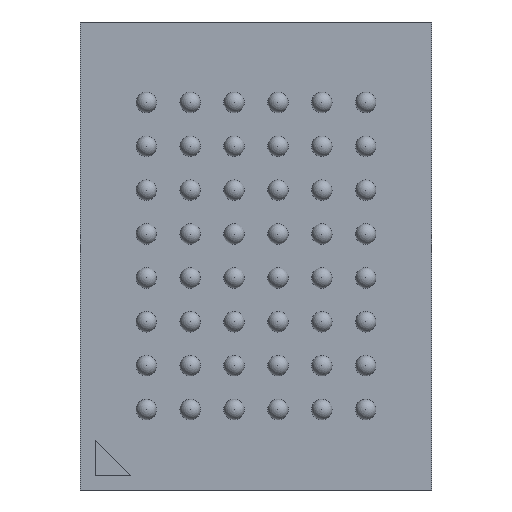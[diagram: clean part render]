
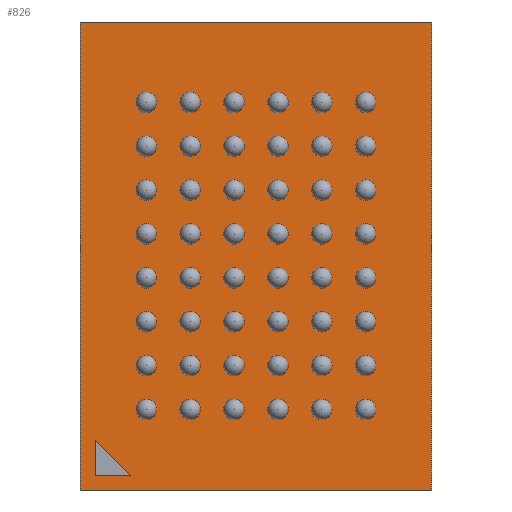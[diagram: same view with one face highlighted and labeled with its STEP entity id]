
A CAD part, front view. The second image highlights one B-rep face of the part: STEP entity #826.
In plain terms, the highlighted planar face has unit normal (0, -1, 0).
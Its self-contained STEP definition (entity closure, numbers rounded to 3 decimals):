
#180 = ORIENTED_EDGE ( 'NONE', *, *, #3566, .F. ) ;
#293 = CARTESIAN_POINT ( 'NONE',  ( -3., 0.25, 4. ) ) ;
#406 = VERTEX_POINT ( 'NONE', #2001 ) ;
#467 = CARTESIAN_POINT ( 'NONE',  ( 3., 0.25, 4. ) ) ;
#512 = DIRECTION ( 'NONE',  ( -0.707, 0., 0.707 ) ) ;
#547 = VECTOR ( 'NONE', #3979, 1000. ) ;
#779 = LINE ( 'NONE', #4500, #2332 ) ;
#795 = LINE ( 'NONE', #4428, #4468 ) ;
#806 = VECTOR ( 'NONE', #2457, 1000. ) ;
#826 = ADVANCED_FACE ( 'NONE', ( #4319, #3257 ), #1501, .T. ) ;
#864 = CARTESIAN_POINT ( 'NONE',  ( 0., 0.25, 0. ) ) ;
#906 = AXIS2_PLACEMENT_3D ( 'NONE', #864, #2251, #1987 ) ;
#922 = CARTESIAN_POINT ( 'NONE',  ( -3., 0.25, 4. ) ) ;
#1010 = VERTEX_POINT ( 'NONE', #1042 ) ;
#1042 = CARTESIAN_POINT ( 'NONE',  ( -2.75, 0.25, -3.15 ) ) ;
#1112 = EDGE_CURVE ( 'NONE', #4005, #1377, #2445, .T. ) ;
#1262 = VECTOR ( 'NONE', #1268, 1000. ) ;
#1268 = DIRECTION ( 'NONE',  ( 0., 0., 1. ) ) ;
#1298 = CARTESIAN_POINT ( 'NONE',  ( -3., 0.25, 4. ) ) ;
#1377 = VERTEX_POINT ( 'NONE', #3622 ) ;
#1433 = CARTESIAN_POINT ( 'NONE',  ( -3., 0.25, -4. ) ) ;
#1464 = ORIENTED_EDGE ( 'NONE', *, *, #2658, .F. ) ;
#1501 = PLANE ( 'NONE',  #906 ) ;
#1859 = LINE ( 'NONE', #1298, #806 ) ;
#1872 = EDGE_CURVE ( 'NONE', #2162, #1010, #795, .T. ) ;
#1887 = VERTEX_POINT ( 'NONE', #2072 ) ;
#1970 = DIRECTION ( 'NONE',  ( 1., 0., 0. ) ) ;
#1987 = DIRECTION ( 'NONE',  ( 0., 0., -1. ) ) ;
#2001 = CARTESIAN_POINT ( 'NONE',  ( -3., 0.25, -4. ) ) ;
#2059 = EDGE_CURVE ( 'NONE', #1377, #406, #3716, .T. ) ;
#2072 = CARTESIAN_POINT ( 'NONE',  ( -2.75, 0.25, -3.75 ) ) ;
#2162 = VERTEX_POINT ( 'NONE', #3660 ) ;
#2179 = EDGE_CURVE ( 'NONE', #1887, #2162, #2315, .T. ) ;
#2251 = DIRECTION ( 'NONE',  ( 0., -1., 0. ) ) ;
#2265 = ORIENTED_EDGE ( 'NONE', *, *, #3890, .F. ) ;
#2315 = LINE ( 'NONE', #3073, #4344 ) ;
#2332 = VECTOR ( 'NONE', #3460, 1000. ) ;
#2445 = LINE ( 'NONE', #467, #547 ) ;
#2457 = DIRECTION ( 'NONE',  ( 1., 0., 0. ) ) ;
#2544 = DIRECTION ( 'NONE',  ( -1., 0., 0. ) ) ;
#2588 = ORIENTED_EDGE ( 'NONE', *, *, #1112, .F. ) ;
#2598 = ORIENTED_EDGE ( 'NONE', *, *, #2179, .F. ) ;
#2658 = EDGE_CURVE ( 'NONE', #1010, #1887, #779, .T. ) ;
#2664 = VECTOR ( 'NONE', #2544, 1000. ) ;
#3073 = CARTESIAN_POINT ( 'NONE',  ( -2.15, 0.25, -3.75 ) ) ;
#3139 = ORIENTED_EDGE ( 'NONE', *, *, #1872, .F. ) ;
#3213 = LINE ( 'NONE', #922, #1262 ) ;
#3257 = FACE_OUTER_BOUND ( 'NONE', #4363, .T. ) ;
#3263 = EDGE_LOOP ( 'NONE', ( #2598, #1464, #3139 ) ) ;
#3460 = DIRECTION ( 'NONE',  ( 0., 0., -1. ) ) ;
#3566 = EDGE_CURVE ( 'NONE', #406, #3922, #3213, .T. ) ;
#3622 = CARTESIAN_POINT ( 'NONE',  ( 3., 0.25, -4. ) ) ;
#3660 = CARTESIAN_POINT ( 'NONE',  ( -2.15, 0.25, -3.75 ) ) ;
#3716 = LINE ( 'NONE', #1433, #2664 ) ;
#3877 = ORIENTED_EDGE ( 'NONE', *, *, #2059, .F. ) ;
#3890 = EDGE_CURVE ( 'NONE', #3922, #4005, #1859, .T. ) ;
#3922 = VERTEX_POINT ( 'NONE', #293 ) ;
#3979 = DIRECTION ( 'NONE',  ( 0., 0., -1. ) ) ;
#4005 = VERTEX_POINT ( 'NONE', #4024 ) ;
#4024 = CARTESIAN_POINT ( 'NONE',  ( 3., 0.25, 4. ) ) ;
#4319 = FACE_BOUND ( 'NONE', #3263, .T. ) ;
#4344 = VECTOR ( 'NONE', #1970, 1000. ) ;
#4363 = EDGE_LOOP ( 'NONE', ( #2588, #2265, #180, #3877 ) ) ;
#4428 = CARTESIAN_POINT ( 'NONE',  ( -2.75, 0.25, -3.15 ) ) ;
#4468 = VECTOR ( 'NONE', #512, 1000. ) ;
#4500 = CARTESIAN_POINT ( 'NONE',  ( -2.75, 0.25, -3.75 ) ) ;
